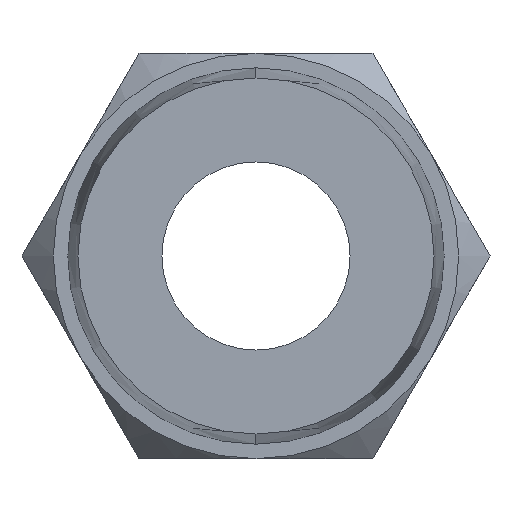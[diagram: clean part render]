
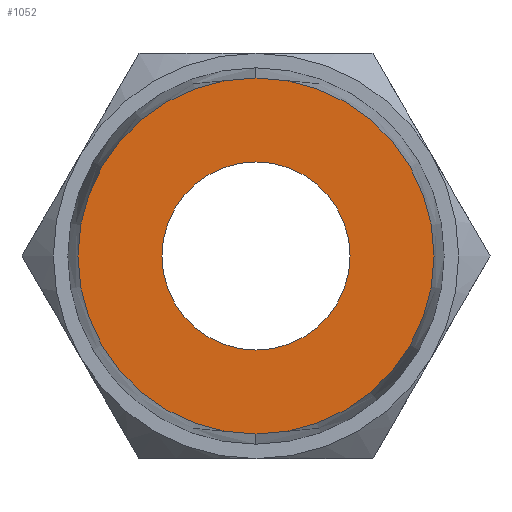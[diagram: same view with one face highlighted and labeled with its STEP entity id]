
A CAD part, left-side view. The second image highlights one B-rep face of the part: STEP entity #1052.
In plain terms, the highlighted planar face has unit normal (-1, 0, 0).
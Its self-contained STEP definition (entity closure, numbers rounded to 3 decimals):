
#82 = DIRECTION ( 'NONE',  ( 1., 0., 0. ) ) ;
#153 = AXIS2_PLACEMENT_3D ( 'NONE', #4930, #1930, #303 ) ;
#159 = AXIS2_PLACEMENT_3D ( 'NONE', #200, #3722, #4853 ) ;
#200 = CARTESIAN_POINT ( 'NONE',  ( 0., 0., 0. ) ) ;
#281 = CARTESIAN_POINT ( 'NONE',  ( 0., 0., 0. ) ) ;
#303 = DIRECTION ( 'NONE',  ( 0., 0., -1. ) ) ;
#466 = ORIENTED_EDGE ( 'NONE', *, *, #3752, .T. ) ;
#491 = DIRECTION ( 'NONE',  ( 0., 0., -1. ) ) ;
#515 = CARTESIAN_POINT ( 'NONE',  ( 0., 0., 0. ) ) ;
#761 = CARTESIAN_POINT ( 'NONE',  ( 0., 0., -6.15 ) ) ;
#811 = VERTEX_POINT ( 'NONE', #1437 ) ;
#948 = EDGE_LOOP ( 'NONE', ( #3641, #3959 ) ) ;
#1052 = ADVANCED_FACE ( 'NONE', ( #2687, #2668 ), #4212, .F. ) ;
#1437 = CARTESIAN_POINT ( 'NONE',  ( 0., 0., -3.25 ) ) ;
#1474 = VERTEX_POINT ( 'NONE', #2286 ) ;
#1665 = DIRECTION ( 'NONE',  ( -1., 0., 0. ) ) ;
#1810 = DIRECTION ( 'NONE',  ( 1., 0., 0. ) ) ;
#1930 = DIRECTION ( 'NONE',  ( 1., 0., 0. ) ) ;
#2018 = CARTESIAN_POINT ( 'NONE',  ( 0., 0., 0. ) ) ;
#2129 = ORIENTED_EDGE ( 'NONE', *, *, #2673, .T. ) ;
#2169 = VERTEX_POINT ( 'NONE', #761 ) ;
#2286 = CARTESIAN_POINT ( 'NONE',  ( 0., 0., 3.25 ) ) ;
#2295 = EDGE_LOOP ( 'NONE', ( #466, #2129 ) ) ;
#2301 = EDGE_CURVE ( 'NONE', #4045, #2169, #4016, .T. ) ;
#2320 = CIRCLE ( 'NONE', #159, 6.15 ) ;
#2571 = CIRCLE ( 'NONE', #3124, 3.25 ) ;
#2668 = FACE_OUTER_BOUND ( 'NONE', #948, .T. ) ;
#2673 = EDGE_CURVE ( 'NONE', #811, #1474, #3771, .T. ) ;
#2687 = FACE_BOUND ( 'NONE', #2295, .T. ) ;
#3124 = AXIS2_PLACEMENT_3D ( 'NONE', #281, #1810, #3344 ) ;
#3301 = EDGE_CURVE ( 'NONE', #2169, #4045, #2320, .T. ) ;
#3344 = DIRECTION ( 'NONE',  ( 0., 0., -1. ) ) ;
#3641 = ORIENTED_EDGE ( 'NONE', *, *, #3301, .T. ) ;
#3722 = DIRECTION ( 'NONE',  ( -1., 0., 0. ) ) ;
#3752 = EDGE_CURVE ( 'NONE', #1474, #811, #2571, .T. ) ;
#3771 = CIRCLE ( 'NONE', #153, 3.25 ) ;
#3959 = ORIENTED_EDGE ( 'NONE', *, *, #2301, .T. ) ;
#4016 = CIRCLE ( 'NONE', #4332, 6.15 ) ;
#4045 = VERTEX_POINT ( 'NONE', #4194 ) ;
#4194 = CARTESIAN_POINT ( 'NONE',  ( 0., 0., 6.15 ) ) ;
#4212 = PLANE ( 'NONE',  #4568 ) ;
#4312 = DIRECTION ( 'NONE',  ( 0., 0., 1. ) ) ;
#4332 = AXIS2_PLACEMENT_3D ( 'NONE', #515, #1665, #4312 ) ;
#4568 = AXIS2_PLACEMENT_3D ( 'NONE', #2018, #82, #491 ) ;
#4853 = DIRECTION ( 'NONE',  ( 0., 0., 1. ) ) ;
#4930 = CARTESIAN_POINT ( 'NONE',  ( 0., 0., 0. ) ) ;
